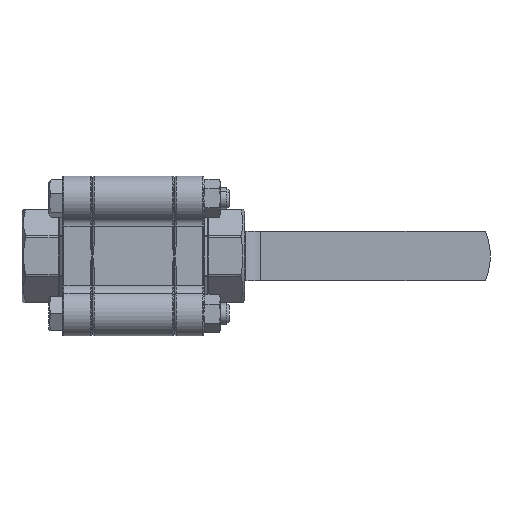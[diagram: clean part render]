
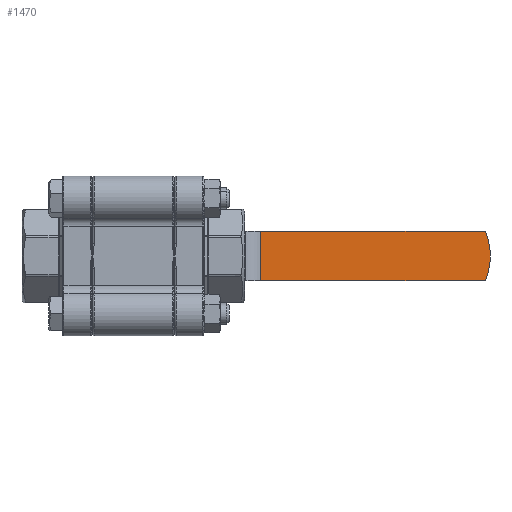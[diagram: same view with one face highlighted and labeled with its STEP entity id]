
A CAD part, front view. The second image highlights one B-rep face of the part: STEP entity #1470.
In plain terms, the highlighted planar face has unit normal (0, -1, 0).
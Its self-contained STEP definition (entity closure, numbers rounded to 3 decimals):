
#935 = EDGE_CURVE ( 'NONE', #936, #988, #8987, .T. ) ;
#936 = VERTEX_POINT ( 'NONE', #8942 ) ;
#988 = VERTEX_POINT ( 'NONE', #9003 ) ;
#992 = VERTEX_POINT ( 'NONE', #9072 ) ;
#994 = EDGE_CURVE ( 'NONE', #992, #995, #9035, .T. ) ;
#995 = VERTEX_POINT ( 'NONE', #9033 ) ;
#1379 = EDGE_CURVE ( 'NONE', #995, #988, #9903, .T. ) ;
#1381 = ORIENTED_EDGE ( 'NONE', *, *, #994, .F. ) ;
#1382 = ORIENTED_EDGE ( 'NONE', *, *, #1383, .T. ) ;
#1383 = EDGE_CURVE ( 'NONE', #992, #936, #9898, .T. ) ;
#1384 = ORIENTED_EDGE ( 'NONE', *, *, #935, .T. ) ;
#1470 = ADVANCED_FACE ( 'NONE', ( #9701 ), #9695, .F. ) ;
#1471 = EDGE_LOOP ( 'NONE', ( #1472, #1381, #1382, #1384 ) ) ;
#1472 = ORIENTED_EDGE ( 'NONE', *, *, #1379, .F. ) ;
#8942 = CARTESIAN_POINT ( 'NONE',  ( 48.814, 26.5, -9.5 ) ) ;
#8982 = DIRECTION ( 'NONE',  ( 1., 0., 0. ) ) ;
#8983 = CARTESIAN_POINT ( 'NONE',  ( 48.814, 26.5, -9.5 ) ) ;
#8987 = LINE ( 'NONE', #8983, #8992 ) ;
#8992 = VECTOR ( 'NONE', #8982, 1000. ) ;
#8994 = VECTOR ( 'NONE', #9025, 1000. ) ;
#9003 = CARTESIAN_POINT ( 'NONE',  ( 135.125, 26.5, -9.5 ) ) ;
#9025 = DIRECTION ( 'NONE',  ( 1., 0., 0. ) ) ;
#9033 = CARTESIAN_POINT ( 'NONE',  ( 135.125, 26.5, 9.5 ) ) ;
#9034 = CARTESIAN_POINT ( 'NONE',  ( 48.814, 26.5, 9.5 ) ) ;
#9035 = LINE ( 'NONE', #9034, #8994 ) ;
#9072 = CARTESIAN_POINT ( 'NONE',  ( 48.814, 26.5, 9.5 ) ) ;
#9690 = DIRECTION ( 'NONE',  ( -1., 0., 0. ) ) ;
#9691 = DIRECTION ( 'NONE',  ( 0., 1., 0. ) ) ;
#9692 = AXIS2_PLACEMENT_3D ( 'NONE', #9694, #9691, #9690 ) ;
#9694 = CARTESIAN_POINT ( 'NONE',  ( 48.814, 26.5, 9.5 ) ) ;
#9695 = PLANE ( 'NONE',  #9692 ) ;
#9701 = FACE_OUTER_BOUND ( 'NONE', #1471, .T. ) ;
#9895 = DIRECTION ( 'NONE',  ( 0., 0., -1. ) ) ;
#9896 = VECTOR ( 'NONE', #9895, 1000. ) ;
#9897 = CARTESIAN_POINT ( 'NONE',  ( 48.814, 26.5, 9.5 ) ) ;
#9898 = LINE ( 'NONE', #9897, #9896 ) ;
#9899 = DIRECTION ( 'NONE',  ( -1., 0., 0. ) ) ;
#9900 = DIRECTION ( 'NONE',  ( 0., 1., 0. ) ) ;
#9901 = CARTESIAN_POINT ( 'NONE',  ( 112., 26.5, 0. ) ) ;
#9902 = AXIS2_PLACEMENT_3D ( 'NONE', #9901, #9900, #9899 ) ;
#9903 = CIRCLE ( 'NONE', #9902, 25. ) ;
